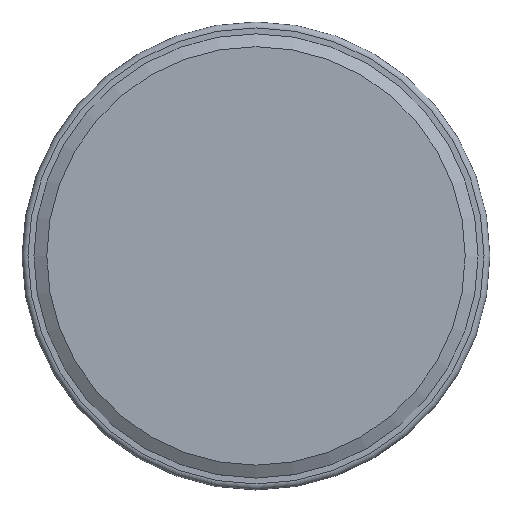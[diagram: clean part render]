
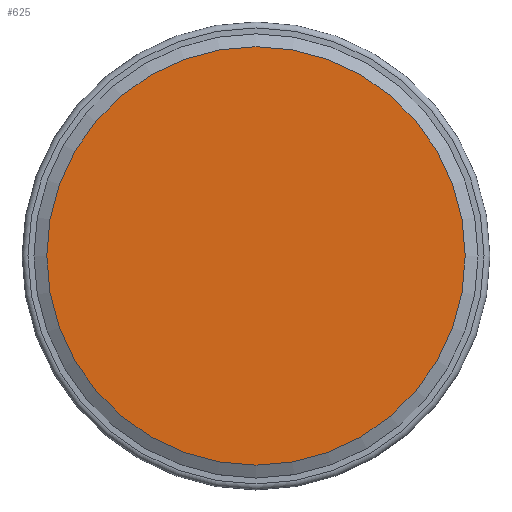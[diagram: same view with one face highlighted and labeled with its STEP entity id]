
A CAD part, top view. The second image highlights one B-rep face of the part: STEP entity #625.
In plain terms, the highlighted planar face has unit normal (0, 0, 1).
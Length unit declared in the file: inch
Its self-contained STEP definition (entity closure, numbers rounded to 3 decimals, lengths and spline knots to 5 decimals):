
#585=CARTESIAN_POINT('',(-0.35235,0.0,0.02));
#586=VERTEX_POINT('',#585);
#587=CARTESIAN_POINT('',(0.0,0.0,0.02));
#588=DIRECTION('',(0.0,0.0,1.0));
#589=DIRECTION('',(1.0,0.0,0.0));
#590=AXIS2_PLACEMENT_3D('',#587,#588,#589);
#591=CIRCLE('',#590,0.35235);
#592=EDGE_CURVE('',#586,#586,#591,.T.);
#617=CARTESIAN_POINT('',(0.0,0.0,0.02));
#618=DIRECTION('',(0.0,0.0,1.0));
#619=DIRECTION('',(1.0,0.0,0.0));
#620=AXIS2_PLACEMENT_3D('',#617,#618,#619);
#621=PLANE('',#620);
#622=ORIENTED_EDGE('',*,*,#592,.T.);
#623=EDGE_LOOP('',(#622));
#624=FACE_OUTER_BOUND('',#623,.T.);
#625=ADVANCED_FACE('',(#624),#621,.T.);
